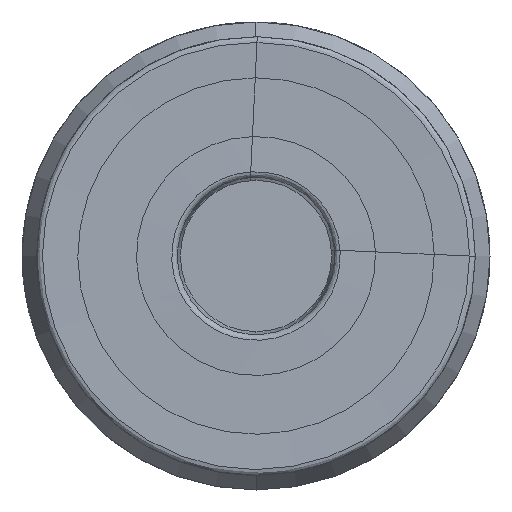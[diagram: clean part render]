
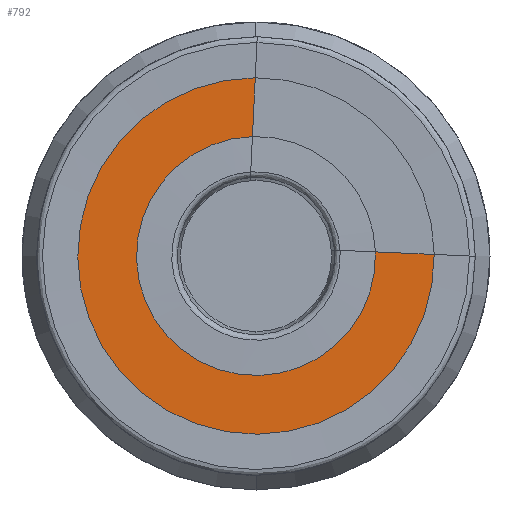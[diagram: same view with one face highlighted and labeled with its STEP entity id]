
A CAD part, left-side view. The second image highlights one B-rep face of the part: STEP entity #792.
In plain terms, the highlighted planar face has unit normal (-1, 0, 0).
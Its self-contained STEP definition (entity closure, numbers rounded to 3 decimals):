
#47 = PLANE ( 'NONE',  #1494 ) ;
#176 = DIRECTION ( 'NONE',  ( 0., -0.999, -0.044 ) ) ;
#220 = AXIS2_PLACEMENT_3D ( 'NONE', #425, #596, #1750 ) ;
#265 = FACE_OUTER_BOUND ( 'NONE', #1485, .T. ) ;
#365 = CARTESIAN_POINT ( 'NONE',  ( 0.058, 0.051, 12.186 ) ) ;
#367 = VERTEX_POINT ( 'NONE', #2404 ) ;
#425 = CARTESIAN_POINT ( 'NONE',  ( 0.058, 0., 0. ) ) ;
#495 = ORIENTED_EDGE ( 'NONE', *, *, #1112, .T. ) ;
#596 = DIRECTION ( 'NONE',  ( 1., 0., 0. ) ) ;
#635 = LINE ( 'NONE', #2388, #820 ) ;
#719 = CARTESIAN_POINT ( 'NONE',  ( 0.058, -8.166, 0.281 ) ) ;
#756 = CARTESIAN_POINT ( 'NONE',  ( 0.058, 0.245, 8.167 ) ) ;
#792 = ADVANCED_FACE ( 'NONE', ( #265 ), #47, .F. ) ;
#804 = CARTESIAN_POINT ( 'NONE',  ( 0.058, -8.166, 0.281 ) ) ;
#820 = VECTOR ( 'NONE', #1967, 1000. ) ;
#827 = ORIENTED_EDGE ( 'NONE', *, *, #1528, .F. ) ;
#990 = DIRECTION ( 'NONE',  ( 0., 0., -1. ) ) ;
#1070 = DIRECTION ( 'NONE',  ( 1., 0., 0. ) ) ;
#1098 = VERTEX_POINT ( 'NONE', #756 ) ;
#1112 = EDGE_CURVE ( 'NONE', #1638, #1098, #1492, .T. ) ;
#1173 = EDGE_CURVE ( 'NONE', #1098, #1671, #635, .T. ) ;
#1339 = ORIENTED_EDGE ( 'NONE', *, *, #1173, .T. ) ;
#1445 = CARTESIAN_POINT ( 'NONE',  ( 0.058, 0., 0. ) ) ;
#1485 = EDGE_LOOP ( 'NONE', ( #2010, #827, #495, #1339 ) ) ;
#1492 = CIRCLE ( 'NONE', #220, 8.171 ) ;
#1494 = AXIS2_PLACEMENT_3D ( 'NONE', #804, #1559, #990 ) ;
#1503 = CARTESIAN_POINT ( 'NONE',  ( 0.058, -8.166, 0.281 ) ) ;
#1528 = EDGE_CURVE ( 'NONE', #1638, #367, #1619, .T. ) ;
#1559 = DIRECTION ( 'NONE',  ( 1., 0., 0. ) ) ;
#1619 = LINE ( 'NONE', #719, #2140 ) ;
#1638 = VERTEX_POINT ( 'NONE', #1503 ) ;
#1671 = VERTEX_POINT ( 'NONE', #365 ) ;
#1750 = DIRECTION ( 'NONE',  ( 0., -0.999, 0.034 ) ) ;
#1967 = DIRECTION ( 'NONE',  ( 0., -0.048, 0.999 ) ) ;
#2010 = ORIENTED_EDGE ( 'NONE', *, *, #2139, .F. ) ;
#2073 = AXIS2_PLACEMENT_3D ( 'NONE', #1445, #1070, #2457 ) ;
#2139 = EDGE_CURVE ( 'NONE', #367, #1671, #2311, .T. ) ;
#2140 = VECTOR ( 'NONE', #176, 1000. ) ;
#2311 = CIRCLE ( 'NONE', #2073, 12.186 ) ;
#2388 = CARTESIAN_POINT ( 'NONE',  ( 0.058, 0.245, 8.167 ) ) ;
#2404 = CARTESIAN_POINT ( 'NONE',  ( 0.058, -12.186, 0.105 ) ) ;
#2457 = DIRECTION ( 'NONE',  ( 0., -1., 0.009 ) ) ;
